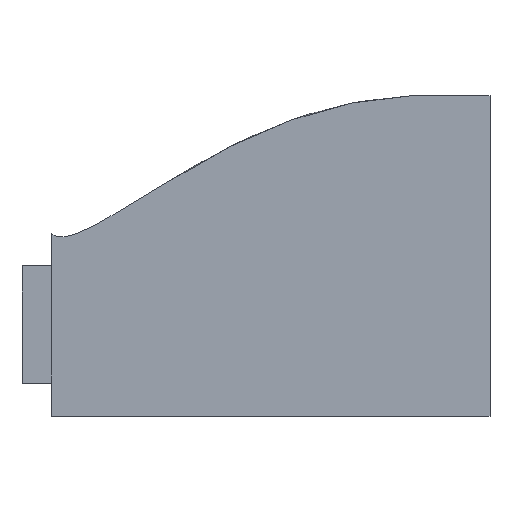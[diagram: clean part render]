
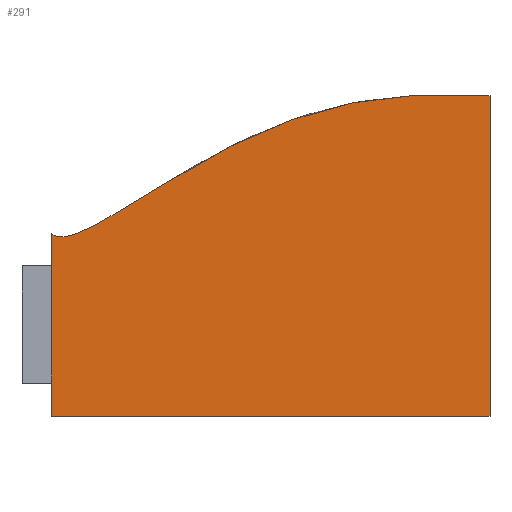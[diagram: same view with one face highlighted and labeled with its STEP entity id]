
A CAD part, top view. The second image highlights one B-rep face of the part: STEP entity #291.
In plain terms, the highlighted planar face has unit normal (0, 0, 1).
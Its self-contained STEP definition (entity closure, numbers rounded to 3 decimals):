
#18=PLANE('',#309);
#35=FACE_OUTER_BOUND('',#53,.T.);
#53=EDGE_LOOP('',(#223,#224,#225,#226,#227));
#69=(
BOUNDED_CURVE()
B_SPLINE_CURVE(5,(#589,#590,#591,#592,#593,#594,#595,#596,#597,#598,#599,
#600,#601,#602,#603,#604,#605,#606,#607,#608),.UNSPECIFIED.,.F.,.F.)
B_SPLINE_CURVE_WITH_KNOTS((6,1,1,1,1,1,1,1,1,1,1,1,1,1,1,6),(-1.,-0.933,
-0.867,-0.8,-0.733,-0.667,-0.6,-0.533,
-0.467,-0.4,-0.333,-0.267,-0.2,-0.133,
-0.067,0.),.UNSPECIFIED.)
CURVE()
GEOMETRIC_REPRESENTATION_ITEM()
RATIONAL_B_SPLINE_CURVE((1.,1.,1.,1.,1.,1.,1.,1.,1.,1.,1.,1.,1.,1.,1.,1.,
1.,1.,1.,1.))
REPRESENTATION_ITEM('')
);
#80=LINE('',#628,#117);
#81=LINE('',#630,#118);
#82=LINE('',#632,#119);
#83=LINE('',#633,#120);
#117=VECTOR('',#340,10.);
#118=VECTOR('',#341,10.);
#119=VECTOR('',#342,10.);
#120=VECTOR('',#343,10.);
#147=VERTEX_POINT('',#586);
#148=VERTEX_POINT('',#588);
#156=VERTEX_POINT('',#627);
#157=VERTEX_POINT('',#629);
#158=VERTEX_POINT('',#631);
#173=EDGE_CURVE('',#148,#147,#69,.T.);
#183=EDGE_CURVE('',#156,#147,#80,.T.);
#184=EDGE_CURVE('',#157,#156,#81,.T.);
#185=EDGE_CURVE('',#157,#158,#82,.T.);
#186=EDGE_CURVE('',#158,#148,#83,.T.);
#223=ORIENTED_EDGE('',*,*,#173,.T.);
#224=ORIENTED_EDGE('',*,*,#183,.F.);
#225=ORIENTED_EDGE('',*,*,#184,.F.);
#226=ORIENTED_EDGE('',*,*,#185,.T.);
#227=ORIENTED_EDGE('',*,*,#186,.T.);
#291=ADVANCED_FACE('',(#35),#18,.T.);
#309=AXIS2_PLACEMENT_3D('',#626,#338,#339);
#338=DIRECTION('center_axis',(0.,0.,1.));
#339=DIRECTION('ref_axis',(-1.,0.,0.));
#340=DIRECTION('',(0.,1.,0.));
#341=DIRECTION('',(-1.,0.,0.));
#342=DIRECTION('',(0.,1.,0.));
#343=DIRECTION('',(-1.,0.,0.));
#586=CARTESIAN_POINT('',(180.985,309.336,-5.688));
#588=CARTESIAN_POINT('',(272.485,344.336,-5.688));
#589=CARTESIAN_POINT('Ctrl Pts',(272.485,344.336,-5.688));
#590=CARTESIAN_POINT('Ctrl Pts',(270.986,344.266,-5.688));
#591=CARTESIAN_POINT('Ctrl Pts',(267.986,344.068,-5.688));
#592=CARTESIAN_POINT('Ctrl Pts',(263.479,343.599,-5.688));
#593=CARTESIAN_POINT('Ctrl Pts',(257.454,342.627,-5.688));
#594=CARTESIAN_POINT('Ctrl Pts',(249.902,340.822,-5.688));
#595=CARTESIAN_POINT('Ctrl Pts',(242.34,338.427,-5.688));
#596=CARTESIAN_POINT('Ctrl Pts',(234.795,335.457,-5.688));
#597=CARTESIAN_POINT('Ctrl Pts',(227.312,331.964,-5.688));
#598=CARTESIAN_POINT('Ctrl Pts',(219.96,328.047,-5.688));
#599=CARTESIAN_POINT('Ctrl Pts',(212.84,323.876,-5.688));
#600=CARTESIAN_POINT('Ctrl Pts',(206.086,319.698,-5.688));
#601=CARTESIAN_POINT('Ctrl Pts',(199.844,315.795,-5.688));
#602=CARTESIAN_POINT('Ctrl Pts',(194.267,312.458,-5.688));
#603=CARTESIAN_POINT('Ctrl Pts',(189.49,309.955,-5.688));
#604=CARTESIAN_POINT('Ctrl Pts',(185.619,308.495,-5.688));
#605=CARTESIAN_POINT('Ctrl Pts',(183.288,308.249,-5.688));
#606=CARTESIAN_POINT('Ctrl Pts',(181.97,308.59,-5.688));
#607=CARTESIAN_POINT('Ctrl Pts',(181.281,309.049,-5.688));
#608=CARTESIAN_POINT('Ctrl Pts',(180.985,309.336,-5.688));
#626=CARTESIAN_POINT('Origin',(139.985,303.586,-5.688));
#627=CARTESIAN_POINT('',(180.985,262.836,-5.688));
#628=CARTESIAN_POINT('',(180.985,303.586,-5.688));
#629=CARTESIAN_POINT('',(292.485,262.836,-5.688));
#630=CARTESIAN_POINT('',(199.985,262.836,-5.688));
#631=CARTESIAN_POINT('',(292.485,344.336,-5.688));
#632=CARTESIAN_POINT('',(292.485,262.836,-5.688));
#633=CARTESIAN_POINT('',(199.985,344.336,-5.688));
